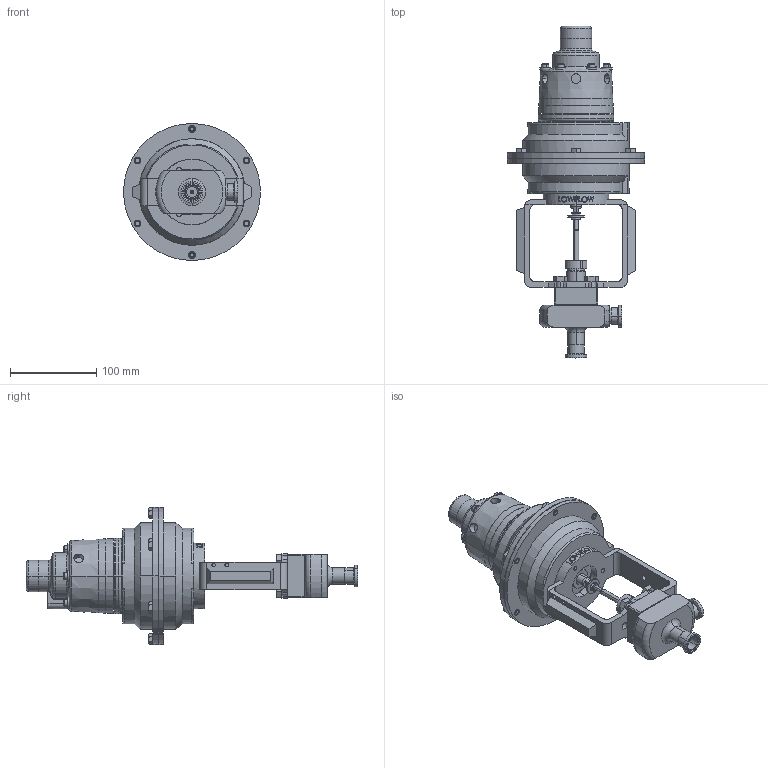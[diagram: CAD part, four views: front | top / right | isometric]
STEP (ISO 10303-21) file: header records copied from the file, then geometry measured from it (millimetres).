
FILE_DESCRIPTION (( 'STEP AP203' ), '1' );
FILE_NAME ('978TP-075-LF-14M.STEP', '2017-06-20T17:38:30', ( '' ), ( '' ), 'SwSTEP 2.0', 'SolidWorks 2014', '' );
FILE_SCHEMA (( 'CONFIG_CONTROL_DESIGN' ));
Length unit declared in the file: inch
Products named in the file (63): 20267; 21853; 30594; hex bolt_ai_HBOLT 0.2500-20x0.5x0.5-N; 27065_22138 - Lowflow; hex bolt_ai; socket head cap screw_ai; 86232(2); 8179-1; 978TP-075-LF-14M; 27066_27066; 8179-1_8179-3; 21853_square; 86563; 85442; 82040; lock washer spring regular_ai; 85565; 20307; 85442_92037; 8179-1_-3; 8179-1gasket; 22041; 27066; STERIFLOW-14M-TP; socket head cap screw_ai_HX-SHCS 0.19-32x0.75x0.75-N; 8179-1spring plate; 85442_21854; hex bolt_ai_HBOLT 0.3750-16x1.5x1-N; 27065; lock washer spring regular_ai_Regular LW 0.25
Assembly tree (42 placements, depth 4):
  30594
  hex bolt_ai
  socket head cap screw_ai
  8179-1
  978TP-075-LF-14M
    21853
      21853_square
      85442_92037
      85442_21854
    27066_27066
    20267
    27065_22138 - Lowflow
    hex bolt_ai_HBOLT 0.3750-16x1.5x1-N  x4
    20307
    30594
    86232(2)
    82040  x2
    STERIFLOW-14M-TP
      22041
      85565
      86563
      hex bolt_ai_HBOLT 0.2500-20x0.5x0.5-N  x6
      8179-1_8179-3
        8179-1_-3
        8179-1gasket
        socket head cap screw_ai_HX-SHCS 0.19-32x0.75x0.75-N  x6
        8179-1spring plate
        lock washer spring regular_ai_Regular LW 0.25  x6
Bounding box: 158.75 x 384.6 x 158.9 mm (x, y, z)
Volume: 1012312.8 mm3; surface area: 345177.7 mm2
Topology: 40 solids, 40 shells, 1249 faces, 3047 edges, 1894 vertices
Faces by surface type: plane 421, cylinder 393, cone 235, torus 101, bspline 97, sphere 2
Entity records: 47640 total; most frequent: CARTESIAN_POINT 19663, DIRECTION 4628, ORIENTED_EDGE 4574, EDGE_CURVE 2287, AXIS2_PLACEMENT_3D 1910, VERTEX_POINT 1451, EDGE_LOOP 1104, CIRCLE 1054
